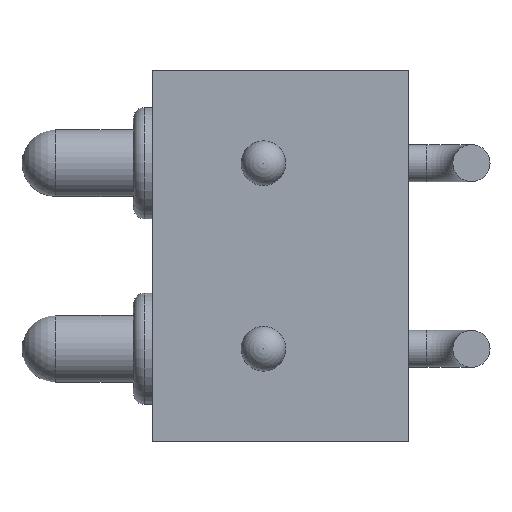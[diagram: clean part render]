
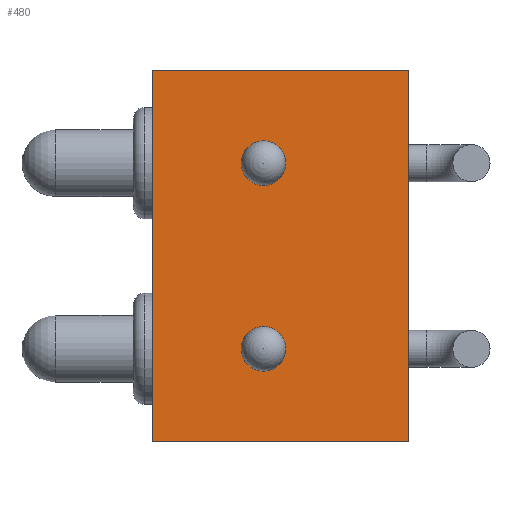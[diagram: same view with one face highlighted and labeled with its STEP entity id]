
A CAD part, front view. The second image highlights one B-rep face of the part: STEP entity #480.
In plain terms, the highlighted planar face has unit normal (0, -1, 0).
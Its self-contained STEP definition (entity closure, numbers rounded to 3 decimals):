
#23=FACE_BOUND('',#149,.T.);
#24=FACE_BOUND('',#150,.T.);
#36=PLANE('',#538);
#47=LINE('',#801,#71);
#51=LINE('',#809,#75);
#54=LINE('',#815,#78);
#57=LINE('',#820,#81);
#71=VECTOR('',#627,10.);
#75=VECTOR('',#633,10.);
#78=VECTOR('',#638,10.);
#81=VECTOR('',#643,10.);
#114=FACE_OUTER_BOUND('',#148,.T.);
#148=EDGE_LOOP('',(#373,#374,#375,#376));
#149=EDGE_LOOP('',(#377));
#150=EDGE_LOOP('',(#378));
#184=CIRCLE('',#526,0.3);
#188=CIRCLE('',#532,0.3);
#226=VERTEX_POINT('',#784);
#230=VERTEX_POINT('',#795);
#231=VERTEX_POINT('',#799);
#232=VERTEX_POINT('',#800);
#235=VERTEX_POINT('',#808);
#237=VERTEX_POINT('',#814);
#273=EDGE_CURVE('',#226,#226,#184,.T.);
#278=EDGE_CURVE('',#230,#230,#188,.T.);
#279=EDGE_CURVE('',#231,#232,#47,.T.);
#283=EDGE_CURVE('',#235,#231,#51,.T.);
#286=EDGE_CURVE('',#237,#235,#54,.T.);
#289=EDGE_CURVE('',#232,#237,#57,.T.);
#373=ORIENTED_EDGE('',*,*,#289,.F.);
#374=ORIENTED_EDGE('',*,*,#279,.F.);
#375=ORIENTED_EDGE('',*,*,#283,.F.);
#376=ORIENTED_EDGE('',*,*,#286,.F.);
#377=ORIENTED_EDGE('',*,*,#278,.T.);
#378=ORIENTED_EDGE('',*,*,#273,.T.);
#480=ADVANCED_FACE('',(#114,#23,#24),#36,.F.);
#526=AXIS2_PLACEMENT_3D('',#786,#610,#611);
#532=AXIS2_PLACEMENT_3D('',#797,#623,#624);
#538=AXIS2_PLACEMENT_3D('',#823,#647,#648);
#610=DIRECTION('center_axis',(0.,1.,0.));
#611=DIRECTION('ref_axis',(1.,0.,0.));
#623=DIRECTION('center_axis',(0.,1.,0.));
#624=DIRECTION('ref_axis',(1.,0.,0.));
#627=DIRECTION('',(-1.,0.,0.));
#633=DIRECTION('',(0.,0.,-1.));
#638=DIRECTION('',(1.,0.,0.));
#643=DIRECTION('',(0.,0.,1.));
#647=DIRECTION('center_axis',(0.,1.,0.));
#648=DIRECTION('ref_axis',(1.,0.,0.));
#784=CARTESIAN_POINT('',(1.2,0.,-1.25));
#786=CARTESIAN_POINT('Origin',(1.5,0.,-1.25));
#795=CARTESIAN_POINT('',(1.2,0.,-3.75));
#797=CARTESIAN_POINT('Origin',(1.5,0.,-3.75));
#799=CARTESIAN_POINT('',(3.45,0.,-5.));
#800=CARTESIAN_POINT('',(0.,0.,-5.));
#801=CARTESIAN_POINT('',(3.45,0.,-5.));
#808=CARTESIAN_POINT('',(3.45,0.,0.));
#809=CARTESIAN_POINT('',(3.45,0.,0.));
#814=CARTESIAN_POINT('',(0.,0.,0.));
#815=CARTESIAN_POINT('',(0.,0.,0.));
#820=CARTESIAN_POINT('',(0.,0.,-5.));
#823=CARTESIAN_POINT('Origin',(1.725,0.,-2.5));
